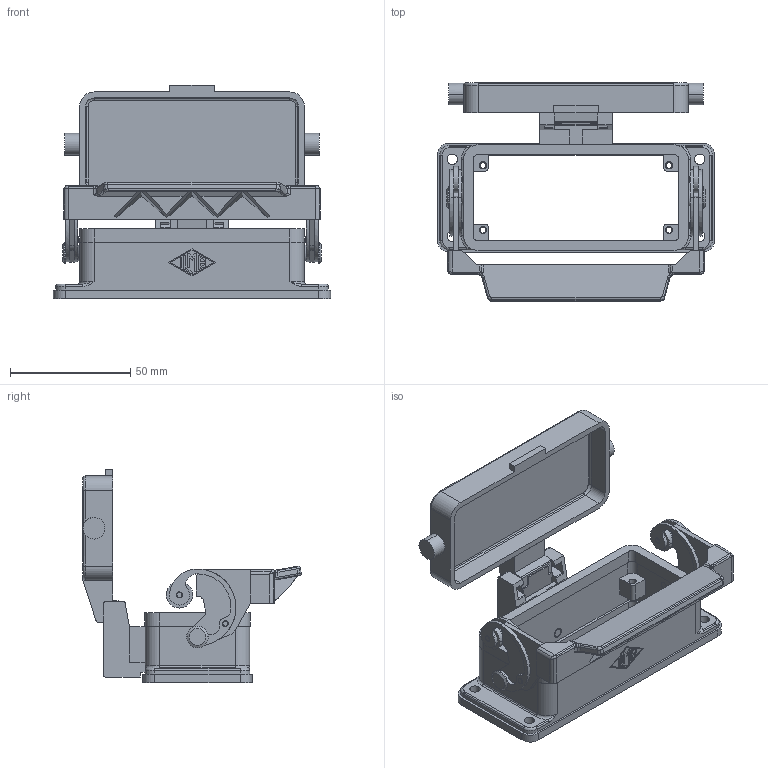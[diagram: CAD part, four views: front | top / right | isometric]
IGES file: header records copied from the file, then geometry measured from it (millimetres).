
Global section: file name: No Iges File Name specified; native system: AutoDesk Inventor R6.1; preprocessor: AutoDesk Inventor Iges Exporter R6.1; author: No Author specified; organization: No Organization specified; date: 20061221.160246; units: millimetre
Bounding box: 115.5 x 90.95 x 88.7 mm (x, y, z)
Volume: 78778.4 mm3; surface area: 53109.8 mm2
Topology: 6 solids, 6 shells, 639 faces, 1709 edges, 1106 vertices
Faces by surface type: plane 251, bspline 149, cylinder 122, revolution 87, torus 20, cone 6, sphere 4
